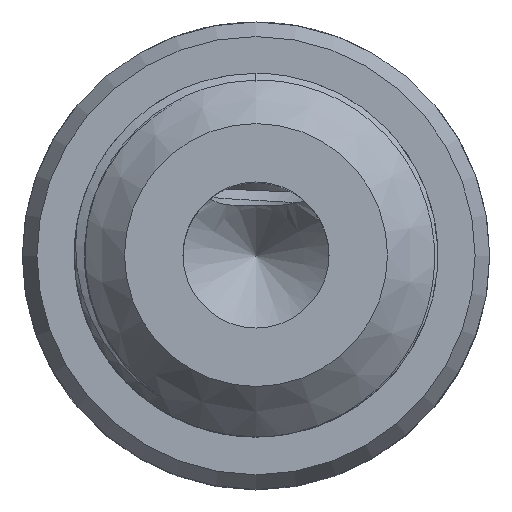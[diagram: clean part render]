
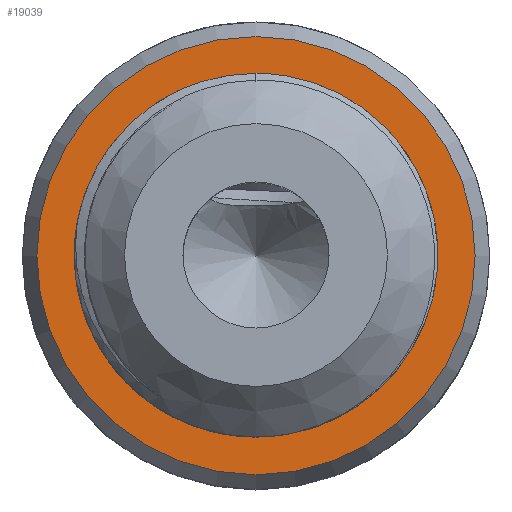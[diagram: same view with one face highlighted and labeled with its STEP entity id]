
A CAD part, top view. The second image highlights one B-rep face of the part: STEP entity #19039.
In plain terms, the highlighted planar face has unit normal (0, 0, 1).
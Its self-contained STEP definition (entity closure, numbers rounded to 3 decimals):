
#18480 = CONICAL_SURFACE('',#18481,8.,0.524);
#18481 = AXIS2_PLACEMENT_3D('',#18482,#18483,#18484);
#18482 = CARTESIAN_POINT('',(0.,0.,-0.866
    ));
#18483 = DIRECTION('',(0.,0.,-1.));
#18484 = DIRECTION('',(0.,-1.,0.));
#18837 = VERTEX_POINT('',#18838);
#18838 = CARTESIAN_POINT('',(0.,-7.5,0.));
#18859 = EDGE_CURVE('',#18837,#18837,#18860,.T.);
#18860 = SURFACE_CURVE('',#18861,(#18866,#18873),.PCURVE_S1.);
#18861 = CIRCLE('',#18862,7.5);
#18862 = AXIS2_PLACEMENT_3D('',#18863,#18864,#18865);
#18863 = CARTESIAN_POINT('',(0.,0.,0.));
#18864 = DIRECTION('',(0.,0.,1.));
#18865 = DIRECTION('',(0.,-1.,0.));
#18866 = PCURVE('',#18480,#18867);
#18867 = DEFINITIONAL_REPRESENTATION('',(#18868),#18872);
#18868 = LINE('',#18869,#18870);
#18869 = CARTESIAN_POINT('',(-0.,-0.866));
#18870 = VECTOR('',#18871,1.);
#18871 = DIRECTION('',(-1.,-0.));
#18872 = ( GEOMETRIC_REPRESENTATION_CONTEXT(2) 
PARAMETRIC_REPRESENTATION_CONTEXT() REPRESENTATION_CONTEXT('2D SPACE',''
  ) );
#18873 = PCURVE('',#18874,#18879);
#18874 = PLANE('',#18875);
#18875 = AXIS2_PLACEMENT_3D('',#18876,#18877,#18878);
#18876 = CARTESIAN_POINT('',(0.,0.,0.));
#18877 = DIRECTION('',(0.,0.,1.));
#18878 = DIRECTION('',(0.,-1.,0.));
#18879 = DEFINITIONAL_REPRESENTATION('',(#18880),#18884);
#18880 = CIRCLE('',#18881,7.5);
#18881 = AXIS2_PLACEMENT_2D('',#18882,#18883);
#18882 = CARTESIAN_POINT('',(0.,0.));
#18883 = DIRECTION('',(1.,-0.));
#18884 = ( GEOMETRIC_REPRESENTATION_CONTEXT(2) 
PARAMETRIC_REPRESENTATION_CONTEXT() REPRESENTATION_CONTEXT('2D SPACE',''
  ) );
#19039 = ADVANCED_FACE('',(#19040,#19043),#18874,.T.);
#19040 = FACE_BOUND('',#19041,.T.);
#19041 = EDGE_LOOP('',(#19042));
#19042 = ORIENTED_EDGE('',*,*,#18859,.T.);
#19043 = FACE_BOUND('',#19044,.T.);
#19044 = EDGE_LOOP('',(#19045));
#19045 = ORIENTED_EDGE('',*,*,#19046,.F.);
#19046 = EDGE_CURVE('',#19047,#19047,#19049,.T.);
#19047 = VERTEX_POINT('',#19048);
#19048 = CARTESIAN_POINT('',(0.,-5.723,0.));
#19049 = SURFACE_CURVE('',#19050,(#19055,#19062),.PCURVE_S1.);
#19050 = CIRCLE('',#19051,5.723);
#19051 = AXIS2_PLACEMENT_3D('',#19052,#19053,#19054);
#19052 = CARTESIAN_POINT('',(0.,0.,0.));
#19053 = DIRECTION('',(0.,0.,1.));
#19054 = DIRECTION('',(0.,-1.,0.));
#19055 = PCURVE('',#18874,#19056);
#19056 = DEFINITIONAL_REPRESENTATION('',(#19057),#19061);
#19057 = CIRCLE('',#19058,5.723);
#19058 = AXIS2_PLACEMENT_2D('',#19059,#19060);
#19059 = CARTESIAN_POINT('',(0.,0.));
#19060 = DIRECTION('',(1.,-0.));
#19061 = ( GEOMETRIC_REPRESENTATION_CONTEXT(2) 
PARAMETRIC_REPRESENTATION_CONTEXT() REPRESENTATION_CONTEXT('2D SPACE',''
  ) );
#19062 = PCURVE('',#19063,#19068);
#19063 = CYLINDRICAL_SURFACE('',#19064,5.723);
#19064 = AXIS2_PLACEMENT_3D('',#19065,#19066,#19067);
#19065 = CARTESIAN_POINT('',(0.,0.,0.));
#19066 = DIRECTION('',(0.,0.,1.));
#19067 = DIRECTION('',(0.,-1.,0.));
#19068 = DEFINITIONAL_REPRESENTATION('',(#19069),#19073);
#19069 = LINE('',#19070,#19071);
#19070 = CARTESIAN_POINT('',(0.,0.));
#19071 = VECTOR('',#19072,1.);
#19072 = DIRECTION('',(1.,0.));
#19073 = ( GEOMETRIC_REPRESENTATION_CONTEXT(2) 
PARAMETRIC_REPRESENTATION_CONTEXT() REPRESENTATION_CONTEXT('2D SPACE',''
  ) );
